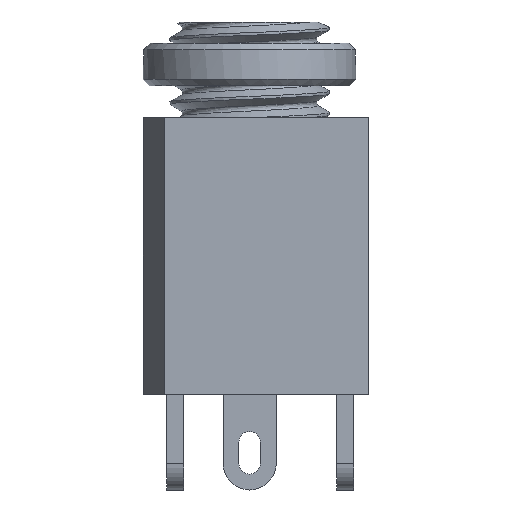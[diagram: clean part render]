
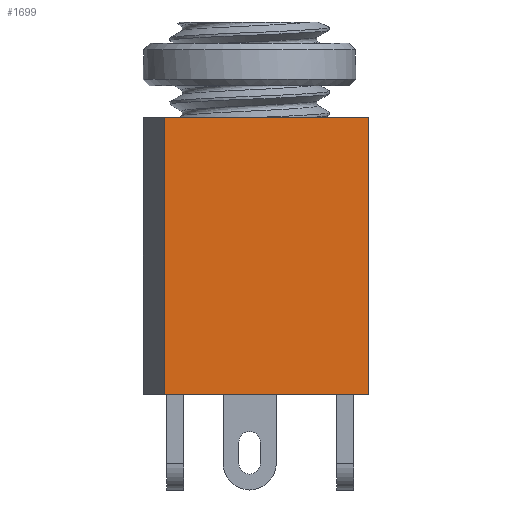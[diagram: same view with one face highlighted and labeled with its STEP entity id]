
A CAD part, left-side view. The second image highlights one B-rep face of the part: STEP entity #1699.
In plain terms, the highlighted planar face has unit normal (-1, 0, 0).
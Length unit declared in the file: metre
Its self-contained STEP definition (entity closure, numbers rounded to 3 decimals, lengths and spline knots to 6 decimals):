
#472=ORIENTED_EDGE('',*,*,#794,.T.);
#473=ORIENTED_EDGE('',*,*,#826,.F.);
#474=ORIENTED_EDGE('',*,*,#827,.F.);
#475=ORIENTED_EDGE('',*,*,#823,.T.);
#794=EDGE_CURVE('',#990,#994,#1126,.T.);
#823=EDGE_CURVE('',#1021,#990,#1151,.T.);
#826=EDGE_CURVE('',#1023,#994,#1154,.T.);
#827=EDGE_CURVE('',#1021,#1023,#1155,.T.);
#990=VERTEX_POINT('',#3530);
#994=VERTEX_POINT('',#3538);
#1021=VERTEX_POINT('',#3790);
#1023=VERTEX_POINT('',#3796);
#1126=LINE('',#3539,#1272);
#1151=LINE('',#3789,#1297);
#1154=LINE('',#3795,#1300);
#1155=LINE('',#3797,#1301);
#1272=VECTOR('',#2155,1.);
#1297=VECTOR('',#2190,1.);
#1300=VECTOR('',#2195,1.);
#1301=VECTOR('',#2196,1.);
#1422=EDGE_LOOP('',(#472,#473,#474,#475));
#1533=FACE_BOUND('',#1422,.T.);
#1611=PLANE('',#1884);
#1699=ADVANCED_FACE('',(#1533),#1611,.F.);
#1884=AXIS2_PLACEMENT_3D('',#3794,#2193,#2194);
#2155=DIRECTION('',(0.,-1.,0.));
#2190=DIRECTION('',(0.,0.,-1.));
#2193=DIRECTION('',(1.,0.,0.));
#2194=DIRECTION('',(0.,0.,-1.));
#2195=DIRECTION('',(0.,0.,-1.));
#2196=DIRECTION('',(0.,-1.,0.));
#3530=CARTESIAN_POINT('',(-0.0045,0.004,0.));
#3538=CARTESIAN_POINT('',(-0.0045,-0.0056,0.));
#3539=CARTESIAN_POINT('',(-0.0045,-0.0008,0.));
#3789=CARTESIAN_POINT('',(-0.0045,0.004,0.013));
#3790=CARTESIAN_POINT('',(-0.0045,0.004,0.013));
#3794=CARTESIAN_POINT('',(-0.0045,-0.0008,0.013));
#3795=CARTESIAN_POINT('',(-0.0045,-0.0056,0.013));
#3796=CARTESIAN_POINT('',(-0.0045,-0.0056,0.013));
#3797=CARTESIAN_POINT('',(-0.0045,-0.0008,0.013));
